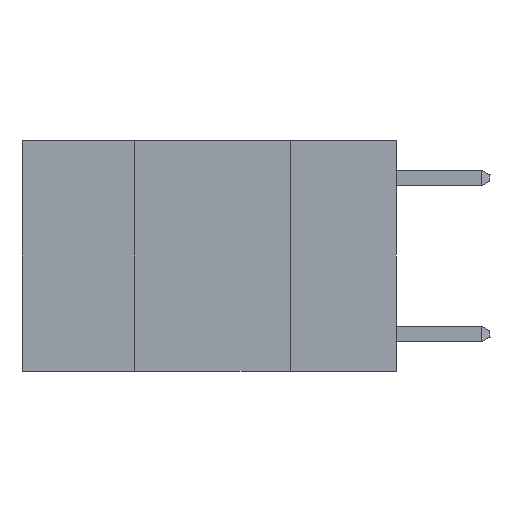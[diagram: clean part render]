
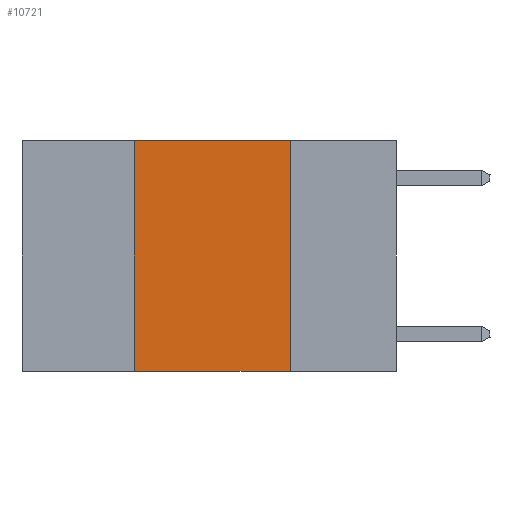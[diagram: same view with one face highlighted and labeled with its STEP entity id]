
A CAD part, left-side view. The second image highlights one B-rep face of the part: STEP entity #10721.
In plain terms, the highlighted planar face has unit normal (-1, 0, 0).
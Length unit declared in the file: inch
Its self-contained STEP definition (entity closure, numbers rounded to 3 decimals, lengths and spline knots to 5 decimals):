
#2094 = VECTOR ( 'NONE', #9773, 39.37008 ) ;
#2996 = ORIENTED_EDGE ( 'NONE', *, *, #5707, .F. ) ;
#3437 = CARTESIAN_POINT ( 'NONE',  ( 0., 0.17, 0. ) ) ;
#3470 = ORIENTED_EDGE ( 'NONE', *, *, #9556, .F. ) ;
#4279 = EDGE_CURVE ( 'NONE', #8633, #17768, #7542, .T. ) ;
#5707 = EDGE_CURVE ( 'NONE', #6495, #13192, #23530, .T. ) ;
#6495 = VERTEX_POINT ( 'NONE', #20785 ) ;
#6715 = FACE_OUTER_BOUND ( 'NONE', #14400, .T. ) ;
#7542 = LINE ( 'NONE', #3437, #14254 ) ;
#8166 = CARTESIAN_POINT ( 'NONE',  ( 0., 0.6, -0.37 ) ) ;
#8633 = VERTEX_POINT ( 'NONE', #19767 ) ;
#9556 = EDGE_CURVE ( 'NONE', #13192, #8633, #12202, .T. ) ;
#9773 = DIRECTION ( 'NONE',  ( 0., -1., 0. ) ) ;
#10721 = ADVANCED_FACE ( 'NONE', ( #6715 ), #16401, .F. ) ;
#10826 = DIRECTION ( 'NONE',  ( 1., 0., 0. ) ) ;
#12202 = LINE ( 'NONE', #17653, #2094 ) ;
#12903 = DIRECTION ( 'NONE',  ( 0., 0., -1. ) ) ;
#13192 = VERTEX_POINT ( 'NONE', #18377 ) ;
#13971 = CARTESIAN_POINT ( 'NONE',  ( 0., 0.17, -0.37 ) ) ;
#14254 = VECTOR ( 'NONE', #24937, 39.37008 ) ;
#14400 = EDGE_LOOP ( 'NONE', ( #21507, #3470, #2996, #14414 ) ) ;
#14414 = ORIENTED_EDGE ( 'NONE', *, *, #21010, .T. ) ;
#15798 = LINE ( 'NONE', #8166, #23647 ) ;
#16128 = AXIS2_PLACEMENT_3D ( 'NONE', #18831, #10826, #12903 ) ;
#16190 = DIRECTION ( 'NONE',  ( 0., 0., 1. ) ) ;
#16401 = PLANE ( 'NONE',  #16128 ) ;
#17606 = CARTESIAN_POINT ( 'NONE',  ( 0., 0.42, 0. ) ) ;
#17653 = CARTESIAN_POINT ( 'NONE',  ( 0., 0.6, 0. ) ) ;
#17768 = VERTEX_POINT ( 'NONE', #13971 ) ;
#18377 = CARTESIAN_POINT ( 'NONE',  ( 0., 0.42, 0. ) ) ;
#18465 = VECTOR ( 'NONE', #16190, 39.37008 ) ;
#18831 = CARTESIAN_POINT ( 'NONE',  ( 0., 0.6, 0. ) ) ;
#19517 = DIRECTION ( 'NONE',  ( 0., -1., 0. ) ) ;
#19767 = CARTESIAN_POINT ( 'NONE',  ( 0., 0.17, 0. ) ) ;
#20785 = CARTESIAN_POINT ( 'NONE',  ( 0., 0.42, -0.37 ) ) ;
#21010 = EDGE_CURVE ( 'NONE', #6495, #17768, #15798, .T. ) ;
#21507 = ORIENTED_EDGE ( 'NONE', *, *, #4279, .F. ) ;
#23530 = LINE ( 'NONE', #17606, #18465 ) ;
#23647 = VECTOR ( 'NONE', #19517, 39.37008 ) ;
#24937 = DIRECTION ( 'NONE',  ( 0., 0., -1. ) ) ;
